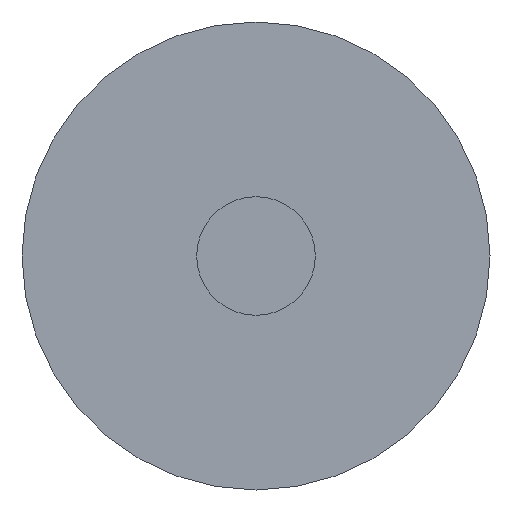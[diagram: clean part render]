
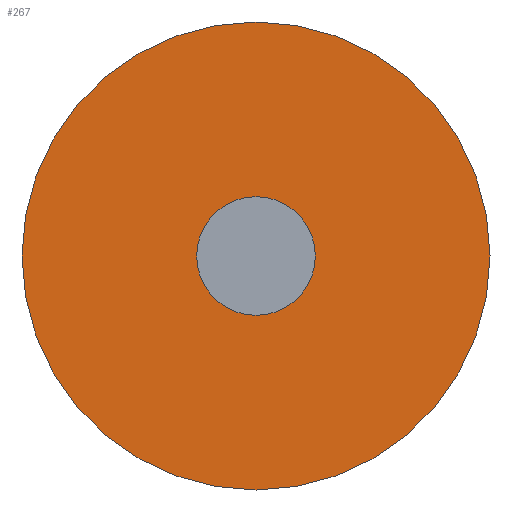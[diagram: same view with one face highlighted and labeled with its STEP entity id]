
A CAD part, front view. The second image highlights one B-rep face of the part: STEP entity #267.
In plain terms, the highlighted planar face has unit normal (0, -1, 0).
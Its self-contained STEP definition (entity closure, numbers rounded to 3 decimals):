
#8 = EDGE_LOOP ( 'NONE', ( #129, #166 ) ) ;
#18 = AXIS2_PLACEMENT_3D ( 'NONE', #37, #213, #200 ) ;
#20 = VERTEX_POINT ( 'NONE', #96 ) ;
#28 = DIRECTION ( 'NONE',  ( 0., 1., 0. ) ) ;
#32 = CARTESIAN_POINT ( 'NONE',  ( 0., 0., -0.393 ) ) ;
#37 = CARTESIAN_POINT ( 'NONE',  ( 0., 0., 0. ) ) ;
#49 = ORIENTED_EDGE ( 'NONE', *, *, #216, .F. ) ;
#64 = CARTESIAN_POINT ( 'NONE',  ( 0., 0., 0. ) ) ;
#71 = CARTESIAN_POINT ( 'NONE',  ( 0., 0., 0. ) ) ;
#93 = AXIS2_PLACEMENT_3D ( 'NONE', #71, #184, #305 ) ;
#96 = CARTESIAN_POINT ( 'NONE',  ( 0., 0., 1.55 ) ) ;
#99 = DIRECTION ( 'NONE',  ( 0., 0., 1. ) ) ;
#120 = CARTESIAN_POINT ( 'NONE',  ( 0., 0., 0. ) ) ;
#122 = ORIENTED_EDGE ( 'NONE', *, *, #155, .F. ) ;
#124 = CARTESIAN_POINT ( 'NONE',  ( 0., 0., 0. ) ) ;
#128 = CIRCLE ( 'NONE', #215, 1.55 ) ;
#129 = ORIENTED_EDGE ( 'NONE', *, *, #262, .F. ) ;
#136 = VERTEX_POINT ( 'NONE', #32 ) ;
#143 = EDGE_CURVE ( '��������1_2+��������1_4+��������', #20, #285, #128, .T. ) ;
#155 = EDGE_CURVE ( '��������1_5+��������1_4+��������', #176, #136, #283, .T. ) ;
#166 = ORIENTED_EDGE ( 'NONE', *, *, #143, .F. ) ;
#173 = DIRECTION ( 'NONE',  ( 0., 0., 1. ) ) ;
#176 = VERTEX_POINT ( 'NONE', #335 ) ;
#177 = AXIS2_PLACEMENT_3D ( 'NONE', #120, #325, #99 ) ;
#184 = DIRECTION ( 'NONE',  ( 0., -1., 0. ) ) ;
#200 = DIRECTION ( 'NONE',  ( 0., 0., 1. ) ) ;
#203 = FACE_OUTER_BOUND ( 'NONE', #8, .T. ) ;
#206 = CIRCLE ( 'NONE', #328, 0.393 ) ;
#209 = PLANE ( 'NONE',  #177 ) ;
#213 = DIRECTION ( 'NONE',  ( 0., 1., 0. ) ) ;
#215 = AXIS2_PLACEMENT_3D ( 'NONE', #124, #28, #173 ) ;
#216 = EDGE_CURVE ( '��������1_5+��������1_4+��������', #136, #176, #206, .T. ) ;
#219 = DIRECTION ( 'NONE',  ( 0., 0., -1. ) ) ;
#226 = DIRECTION ( 'NONE',  ( 0., -1., 0. ) ) ;
#262 = EDGE_CURVE ( '��������1_2+��������1_4+��������', #285, #20, #350, .T. ) ;
#267 = ADVANCED_FACE ( 'NONE', ( #358, #203 ), #209, .F. ) ;
#278 = CARTESIAN_POINT ( 'NONE',  ( 0., 0., -1.55 ) ) ;
#283 = CIRCLE ( 'NONE', #93, 0.393 ) ;
#285 = VERTEX_POINT ( 'NONE', #278 ) ;
#305 = DIRECTION ( 'NONE',  ( 0., 0., -1. ) ) ;
#309 = EDGE_LOOP ( 'NONE', ( #122, #49 ) ) ;
#325 = DIRECTION ( 'NONE',  ( 0., 1., 0. ) ) ;
#328 = AXIS2_PLACEMENT_3D ( 'NONE', #64, #226, #219 ) ;
#335 = CARTESIAN_POINT ( 'NONE',  ( 0., 0., 0.393 ) ) ;
#350 = CIRCLE ( 'NONE', #18, 1.55 ) ;
#358 = FACE_BOUND ( 'NONE', #309, .T. ) ;
